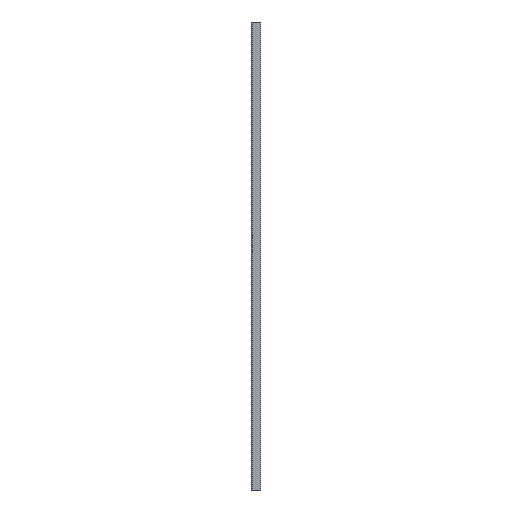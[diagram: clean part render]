
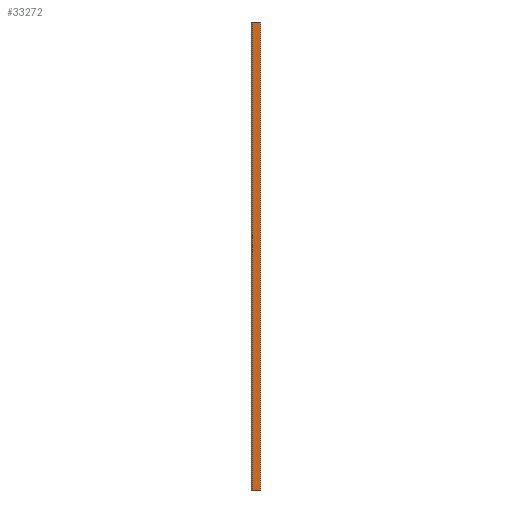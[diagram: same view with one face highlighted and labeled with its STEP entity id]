
A CAD part, left-side view. The second image highlights one B-rep face of the part: STEP entity #33272.
In plain terms, the highlighted planar face has unit normal (-1, 0, 0).
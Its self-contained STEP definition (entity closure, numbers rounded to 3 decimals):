
#9 = VERTEX_POINT ( 'NONE', #30103 ) ;
#3472 = CARTESIAN_POINT ( 'NONE',  ( -50., 2., -1500. ) ) ;
#6041 = DIRECTION ( 'NONE',  ( 0., 0., -1. ) ) ;
#6156 = EDGE_CURVE ( 'NONE', #9, #27004, #27672, .T. ) ;
#7526 = DIRECTION ( 'NONE',  ( 0., 0., -1. ) ) ;
#9172 = LINE ( 'NONE', #9585, #31309 ) ;
#9585 = CARTESIAN_POINT ( 'NONE',  ( -50., 0., -1500. ) ) ;
#11072 = CARTESIAN_POINT ( 'NONE',  ( -50., 0., 1500. ) ) ;
#11366 = ORIENTED_EDGE ( 'NONE', *, *, #16245, .F. ) ;
#11780 = EDGE_CURVE ( 'NONE', #41811, #27328, #9172, .T. ) ;
#12124 = FACE_OUTER_BOUND ( 'NONE', #36564, .T. ) ;
#12766 = PLANE ( 'NONE',  #34340 ) ;
#13250 = CARTESIAN_POINT ( 'NONE',  ( -50., 54., -1500. ) ) ;
#13740 = ORIENTED_EDGE ( 'NONE', *, *, #6156, .F. ) ;
#13777 = LINE ( 'NONE', #36436, #34401 ) ;
#14960 = DIRECTION ( 'NONE',  ( 0., -1., 0. ) ) ;
#16067 = EDGE_CURVE ( 'NONE', #9, #41811, #22841, .T. ) ;
#16245 = EDGE_CURVE ( 'NONE', #27004, #27328, #13777, .T. ) ;
#17838 = VECTOR ( 'NONE', #6041, 1000. ) ;
#18801 = CARTESIAN_POINT ( 'NONE',  ( -50., 0., 1500. ) ) ;
#22306 = DIRECTION ( 'NONE',  ( 0., -1., 0. ) ) ;
#22841 = LINE ( 'NONE', #28705, #17838 ) ;
#25104 = ORIENTED_EDGE ( 'NONE', *, *, #16067, .T. ) ;
#27004 = VERTEX_POINT ( 'NONE', #36739 ) ;
#27328 = VERTEX_POINT ( 'NONE', #3472 ) ;
#27672 = LINE ( 'NONE', #11072, #30602 ) ;
#28705 = CARTESIAN_POINT ( 'NONE',  ( -50., 54., 1500. ) ) ;
#29157 = DIRECTION ( 'NONE',  ( 0., 1., 0. ) ) ;
#30103 = CARTESIAN_POINT ( 'NONE',  ( -50., 54., 1500. ) ) ;
#30602 = VECTOR ( 'NONE', #14960, 1000. ) ;
#31309 = VECTOR ( 'NONE', #22306, 1000. ) ;
#33272 = ADVANCED_FACE ( 'NONE', ( #12124 ), #12766, .F. ) ;
#34340 = AXIS2_PLACEMENT_3D ( 'NONE', #18801, #38435, #29157 ) ;
#34401 = VECTOR ( 'NONE', #7526, 1000. ) ;
#36436 = CARTESIAN_POINT ( 'NONE',  ( -50., 2., 1500. ) ) ;
#36564 = EDGE_LOOP ( 'NONE', ( #39260, #11366, #13740, #25104 ) ) ;
#36739 = CARTESIAN_POINT ( 'NONE',  ( -50., 2., 1500. ) ) ;
#38435 = DIRECTION ( 'NONE',  ( 1., 0., 0. ) ) ;
#39260 = ORIENTED_EDGE ( 'NONE', *, *, #11780, .T. ) ;
#41811 = VERTEX_POINT ( 'NONE', #13250 ) ;
